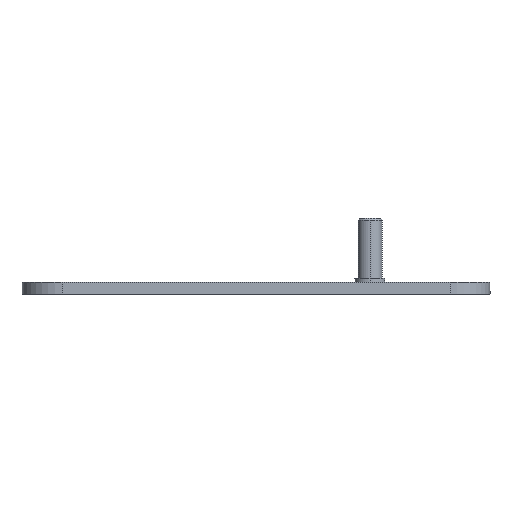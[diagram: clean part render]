
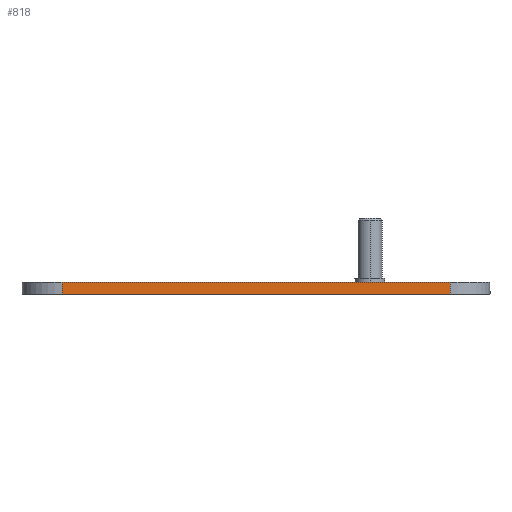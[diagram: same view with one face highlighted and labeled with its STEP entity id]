
A CAD part, left-side view. The second image highlights one B-rep face of the part: STEP entity #818.
In plain terms, the highlighted planar face has unit normal (-1, 0, 0).
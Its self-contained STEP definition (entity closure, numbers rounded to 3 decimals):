
#810=AXIS2_PLACEMENT_3D('Plane Axis2P3D',#807,#808,#809) ;
#90=CARTESIAN_POINT('Vertex',(0.,107.,0.)) ;
#132=CARTESIAN_POINT('Vertex',(0.,10.,0.)) ;
#135=CARTESIAN_POINT('Line Origine',(0.,58.5,0.)) ;
#287=CARTESIAN_POINT('Vertex',(0.,107.,3.)) ;
#290=CARTESIAN_POINT('Line Origine',(0.,58.5,3.)) ;
#294=CARTESIAN_POINT('Vertex',(0.,10.,3.)) ;
#686=CARTESIAN_POINT('Line Origine',(0.,107.,3.)) ;
#794=CARTESIAN_POINT('Line Origine',(0.,10.,3.)) ;
#807=CARTESIAN_POINT('Axis2P3D Location',(0.,107.,3.)) ;
#136=DIRECTION('Vector Direction',(0.,1.,0.)) ;
#291=DIRECTION('Vector Direction',(0.,-1.,0.)) ;
#687=DIRECTION('Vector Direction',(0.,0.,1.)) ;
#795=DIRECTION('Vector Direction',(0.,0.,1.)) ;
#808=DIRECTION('Axis2P3D Direction',(1.,0.,0.)) ;
#809=DIRECTION('Axis2P3D XDirection',(0.,0.,-1.)) ;
#137=VECTOR('Line Direction',#136,1.) ;
#292=VECTOR('Line Direction',#291,1.) ;
#688=VECTOR('Line Direction',#687,1.) ;
#796=VECTOR('Line Direction',#795,1.) ;
#813=ORIENTED_EDGE('',*,*,#798,.F.) ;
#814=ORIENTED_EDGE('',*,*,#296,.F.) ;
#815=ORIENTED_EDGE('',*,*,#690,.F.) ;
#816=ORIENTED_EDGE('',*,*,#139,.F.) ;
#818=ADVANCED_FACE('1189510000-6-solid1',(#817),#811,.F.) ;
#139=EDGE_CURVE('',#133,#91,#138,.T.) ;
#296=EDGE_CURVE('',#288,#295,#293,.T.) ;
#690=EDGE_CURVE('',#91,#288,#689,.T.) ;
#798=EDGE_CURVE('',#295,#133,#797,.F.) ;
#812=EDGE_LOOP('',(#813,#814,#815,#816)) ;
#817=FACE_OUTER_BOUND('',#812,.T.) ;
#138=LINE('Line',#135,#137) ;
#293=LINE('Line',#290,#292) ;
#689=LINE('Line',#686,#688) ;
#797=LINE('Line',#794,#796) ;
#811=PLANE('',#810) ;
#91=VERTEX_POINT('',#90) ;
#133=VERTEX_POINT('',#132) ;
#288=VERTEX_POINT('',#287) ;
#295=VERTEX_POINT('',#294) ;
